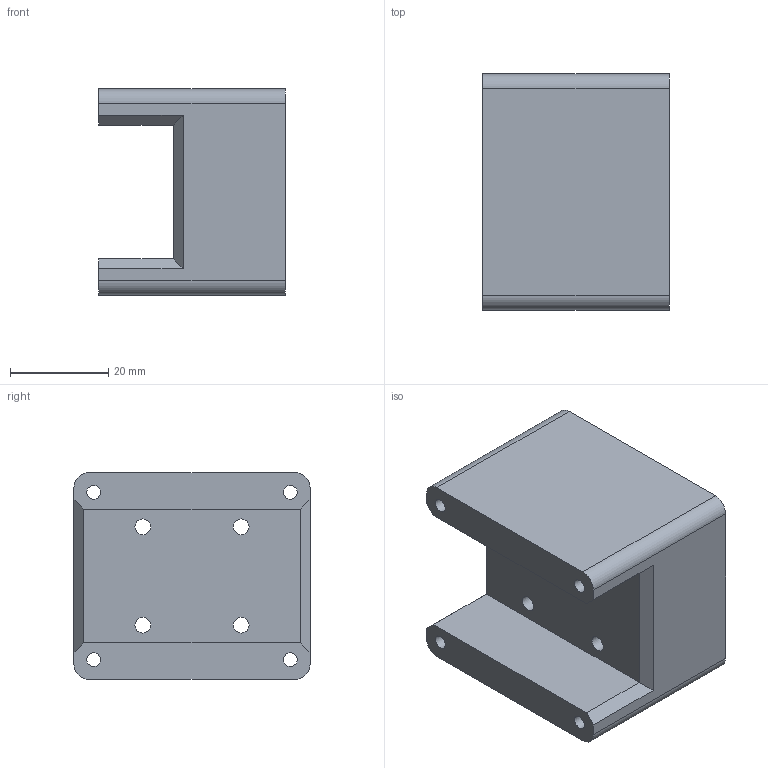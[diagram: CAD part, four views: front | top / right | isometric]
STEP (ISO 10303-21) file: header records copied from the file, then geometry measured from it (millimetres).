
FILE_DESCRIPTION(('FreeCAD Model'),'2;1');
FILE_NAME('Open CASCADE Shape Model','2022-04-13T18:05:38',('Author'),( ''),'Open CASCADE STEP processor 7.5','FreeCAD','Unknown');
FILE_SCHEMA(('AUTOMOTIVE_DESIGN { 1 0 10303 214 1 1 1 1 }'));
Length unit declared in the file: millimetre
Products named in the file (1): carriage-adapter
Bounding box: 38 x 48 x 42 mm (x, y, z)
Volume: 52428.2 mm3; surface area: 14437.8 mm2
Topology: 1 solids, 1 shells, 44 faces, 110 edges, 72 vertices
Faces by surface type: plane 24, cylinder 20
Full cylindrical faces by diameter (mm): 2.8 x4, 3.2 x4, 6.4 x4
Entity records: 2788 total; most frequent: CARTESIAN_POINT 491, DIRECTION 426, ORIENTED_EDGE 220, PCURVE 220, DEFINITIONAL_REPRESENTATION 220, LINE 218, VECTOR 218, EDGE_CURVE 110
